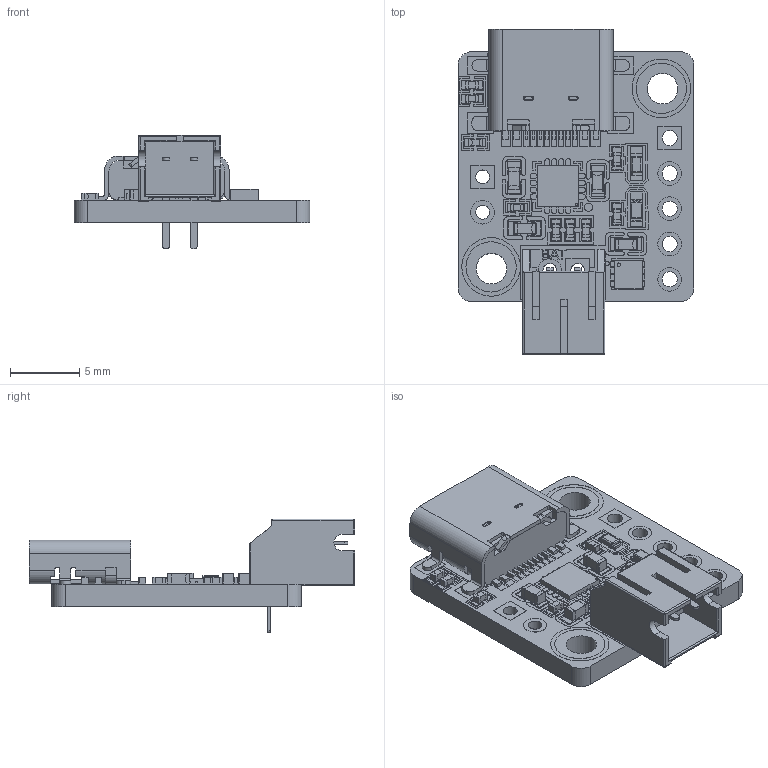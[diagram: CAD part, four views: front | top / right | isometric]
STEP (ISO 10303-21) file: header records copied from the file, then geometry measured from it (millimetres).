
FILE_DESCRIPTION(/* description */ (''),/* implementation_level */ '2;1');
FILE_NAME(/* name */ 'powerboard-lite_3d_file.step',/* time_stamp */ '2024-07-07T16:55:51+02:00',/* author */ (''),/* organization */ (''),/* preprocessor_version */ 'ST-DEVELOPER v20',/* originating_system */ 'Autodesk Translation Framework v13.14.0.145',/* authorisation */ '');
FILE_SCHEMA (('AUTOMOTIVE_DESIGN { 1 0 10303 214 3 1 1 }'));
Products named in the file (48): 3D_file_PB_LITE_v2; Board; R77; R0402; R78; R0402_1; R79; R0402_2; R80; R0402_3; R81; R0402_4; R82; R0402_5; R83; R0402_6; R84; R0402_7; R76; R0402_8; SOLID (1); U10; DFN-8_L2.0-W2.0-P0.50-BL-EP; SOLID (2); C49; C0603; C50; C0603_1; C51; C0603_2; C15; C0603_3; SOLID (3); LED26; LED0603-RD_RED; COMPOUND (4); U30; QFN-16_L3.0-W3.0-P0.50-TL-EP1.7; COMPOUND (5); U2 ...
Assembly tree (58 placements, depth 4):
  3D_file_PB_LITE_v2
    Board
    R77
      R0402
        SOLID (1)
    R78
      R0402_1
        SOLID (1)
    R79
      R0402_2
        SOLID (1)
    R80
      R0402_3
        SOLID (1)
    R81
      R0402_4
        SOLID (1)
    R82
      R0402_5
        SOLID (1)
    R83
      R0402_6
        SOLID (1)
    R84
      R0402_7
        SOLID (1)
    R76
      R0402_8
        SOLID (1)
    U10
      DFN-8_L2.0-W2.0-P0.50-BL-EP
        SOLID (2)
    C49
      C0603
        SOLID (3)
    C50
      C0603_1
        SOLID (3)
    C51
      C0603_2
        SOLID (3)
    C15
      C0603_3
        SOLID (3)
    LED26
      LED0603-RD_RED
        COMPOUND (4)
    U30
      QFN-16_L3.0-W3.0-P0.50-TL-EP1.7
        COMPOUND (5)
    U2
      TYPE-C-SMD_YIYUAN_YTC-TC16-273A1
        COMPOUND (1)
    U32
      CONN-TH-2P-P2.00_S2B-PH-KL-LF-SN
        COMPOUND
    LED27
      LED0603-RD_BLUE
        COMPOUND (2)
Bounding box: 16.97 x 23.43 x 8.2 mm (x, y, z)
Volume: 675.3 mm3; surface area: 1940.6 mm2
Topology: 239 solids, 239 shells, 3815 faces, 9476 edges, 6053 vertices
Faces by surface type: plane 2360, cylinder 814, bspline 521, sphere 112, torus 4, cone 4
Full cylindrical faces by diameter (mm): 0.093 x1, 0.149 x1, 0.248 x1, 0.35 x2, 0.6 x1, 0.65 x2, 1 x12, 1.1 x15, 1.7 x12, 2.2 x2, 3.615 x1, 3.617 x1, 4.215 x1, 4.217 x1
Entity records: 96120 total; most frequent: CARTESIAN_POINT 27138, ORIENTED_EDGE 14592, DIRECTION 12004, EDGE_CURVE 7296, LINE 5484, VECTOR 5484, VERTEX_POINT 4821, AXIS2_PLACEMENT_3D 3260
